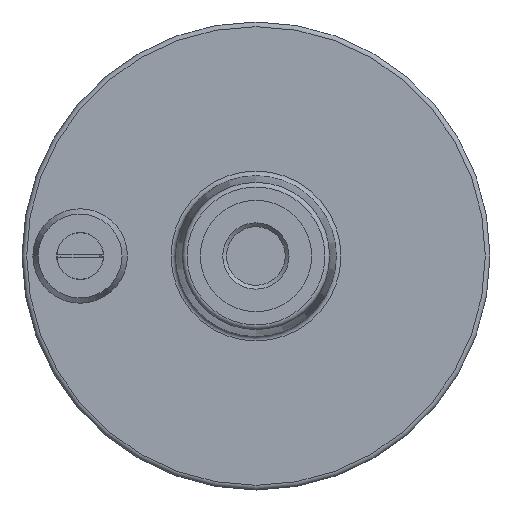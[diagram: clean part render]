
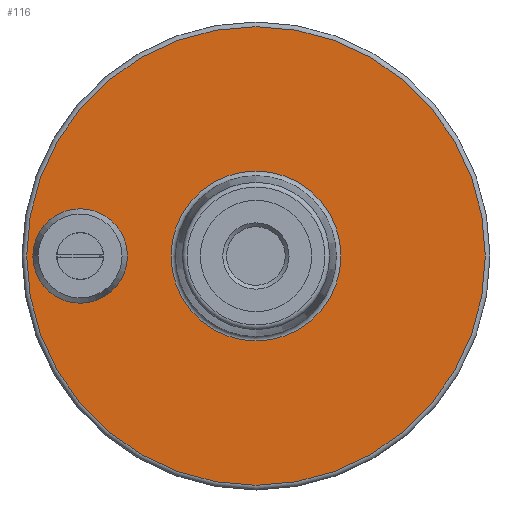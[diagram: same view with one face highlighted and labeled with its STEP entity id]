
A CAD part, front view. The second image highlights one B-rep face of the part: STEP entity #116.
In plain terms, the highlighted planar face has unit normal (0, -1, 0).
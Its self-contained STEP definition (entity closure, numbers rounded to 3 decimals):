
#116 = ADVANCED_FACE( '', ( #272, #273, #274 ), #275, .F. );
#272 = FACE_OUTER_BOUND( '', #474, .T. );
#273 = FACE_BOUND( '', #475, .T. );
#274 = FACE_BOUND( '', #476, .T. );
#275 = PLANE( '', #477 );
#474 = EDGE_LOOP( '', ( #729 ) );
#475 = EDGE_LOOP( '', ( #730 ) );
#476 = EDGE_LOOP( '', ( #731 ) );
#477 = AXIS2_PLACEMENT_3D( '', #732, #733, #734 );
#729 = ORIENTED_EDGE( '', *, *, #1052, .F. );
#730 = ORIENTED_EDGE( '', *, *, #1053, .F. );
#731 = ORIENTED_EDGE( '', *, *, #1033, .T. );
#732 = CARTESIAN_POINT( '', ( 15.507, -3., 0. ) );
#733 = DIRECTION( '', ( 0., 1., 0. ) );
#734 = DIRECTION( '', ( 0., 0., 1. ) );
#1033 = EDGE_CURVE( '', #1203, #1203, #1204, .T. );
#1052 = EDGE_CURVE( '', #1231, #1231, #1232, .T. );
#1053 = EDGE_CURVE( '', #1233, #1233, #1234, .F. );
#1203 = VERTEX_POINT( '', #1465 );
#1204 = CIRCLE( '', #1466, 14.493 );
#1231 = VERTEX_POINT( '', #1499 );
#1232 = CIRCLE( '', #1500, 39.111 );
#1233 = VERTEX_POINT( '', #1501 );
#1234 = CIRCLE( '', #1502, 8.06 );
#1465 = CARTESIAN_POINT( '', ( 30., -3., 14.493 ) );
#1466 = AXIS2_PLACEMENT_3D( '', #1837, #1838, #1839 );
#1499 = CARTESIAN_POINT( '', ( 30., -3., 39.111 ) );
#1500 = AXIS2_PLACEMENT_3D( '', #1861, #1862, #1863 );
#1501 = CARTESIAN_POINT( '', ( 0., -3., 8.06 ) );
#1502 = AXIS2_PLACEMENT_3D( '', #1864, #1865, #1866 );
#1837 = CARTESIAN_POINT( '', ( 30., -3., 0. ) );
#1838 = DIRECTION( '', ( 0., 1., 0. ) );
#1839 = DIRECTION( '', ( 0., 0., 1. ) );
#1861 = CARTESIAN_POINT( '', ( 30., -3., 0. ) );
#1862 = DIRECTION( '', ( 0., 1., 0. ) );
#1863 = DIRECTION( '', ( 0., 0., 1. ) );
#1864 = CARTESIAN_POINT( '', ( 0., -3., 0. ) );
#1865 = DIRECTION( '', ( 0., 1., 0. ) );
#1866 = DIRECTION( '', ( 0., 0., 1. ) );
